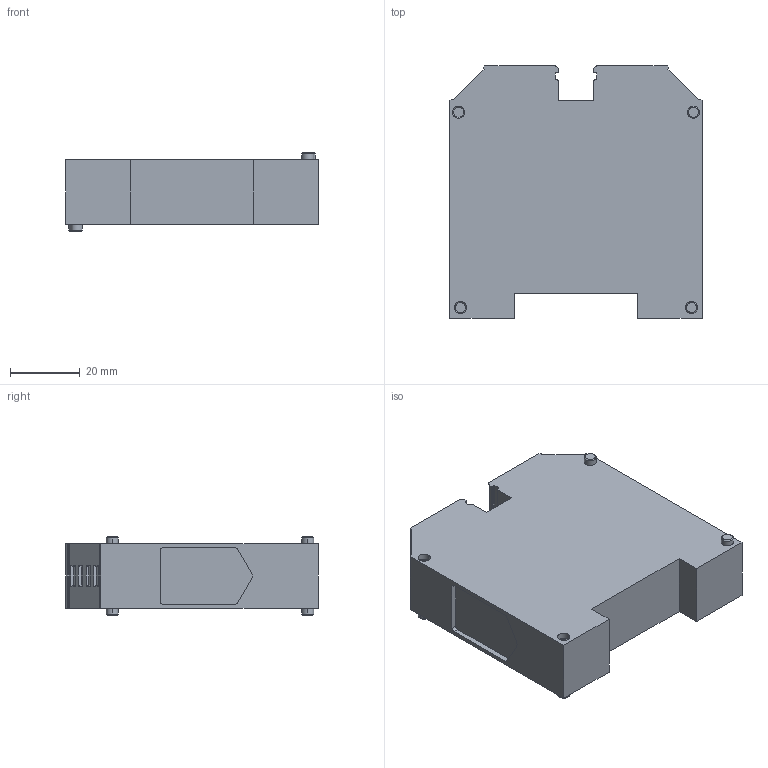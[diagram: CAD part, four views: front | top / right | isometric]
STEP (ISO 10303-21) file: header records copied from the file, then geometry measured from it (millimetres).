
FILE_DESCRIPTION((''),'2;1');
FILE_NAME('SRK500ISO_STEP','2014-09-04T',('Martin Stollburges'),(''),'PRO/ENGINEER BY PARAMETRIC TECHNOLOGY CORPORATION, 2013130','PRO/ENGINEER BY PARAMETRIC TECHNOLOGY CORPORATION, 2013130','');
FILE_SCHEMA(('CONFIG_CONTROL_DESIGN'));
Length unit declared in the file: millimetre
Products named in the file (1): SRK500ISO_STEP
Bounding box: 72.3 x 72.35 x 22.4 mm (x, y, z)
Volume: 87153.7 mm3; surface area: 15898.4 mm2
Topology: 1 solids, 1 shells, 154 faces, 380 edges, 248 vertices
Faces by surface type: plane 94, cylinder 44, cone 10, torus 6
Entity records: 4598 total; most frequent: CARTESIAN_POINT 802, DIRECTION 794, ORIENTED_EDGE 760, EDGE_CURVE 380, VECTOR 270, LINE 270, AXIS2_PLACEMENT_3D 262, VERTEX_POINT 248
